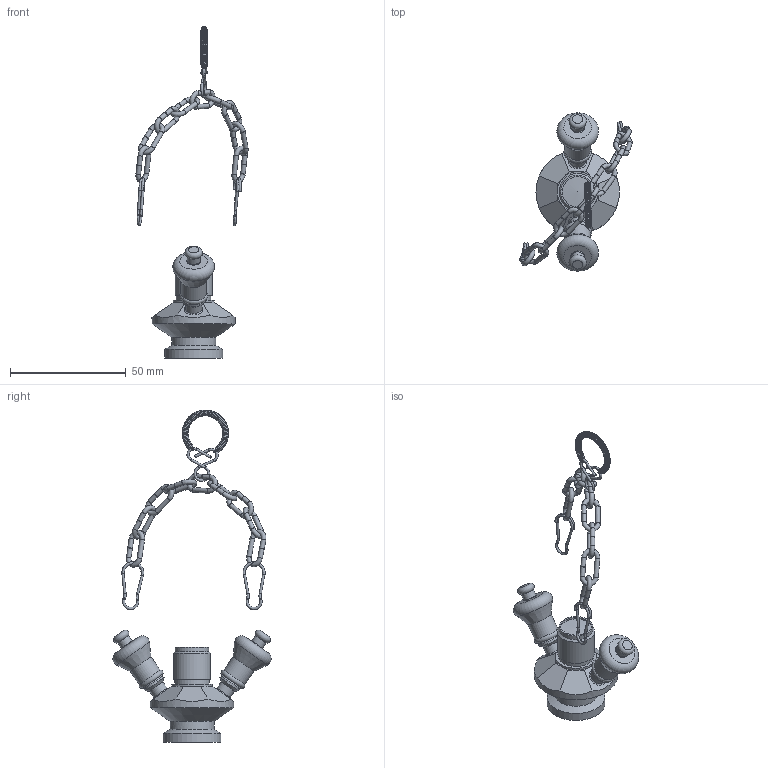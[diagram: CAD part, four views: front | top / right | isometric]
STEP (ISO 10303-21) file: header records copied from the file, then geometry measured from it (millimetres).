
FILE_DESCRIPTION((''),'2;1');
FILE_NAME('400021.stp','2008-08-04T14:52:12',('mbm'),(''),'Autodesk Inventor 2008','Autodesk Inventor 2008','');
FILE_SCHEMA(('AUTOMOTIVE_DESIGN { 1 0 10303 214 1 1 1 1 }'));
Length unit declared in the file: millimetre
Products named in the file (1): Part689
Bounding box: 48.44 x 68.33 x 143.32 mm (x, y, z)
Volume: 25349.5 mm3; surface area: 11608.7 mm2
Topology: 95 solids, 95 shells, 351 faces, 712 edges, 415 vertices
Faces by surface type: bspline 117, plane 95, cylinder 82, torus 38, cone 17, sphere 2
Full cylindrical faces by diameter (mm): 0.5 x2, 2 x27, 2.003 x9, 3.5 x2, 4 x2, 5 x3, 5.6 x2, 6.5 x2, 7 x2, 10 x2, 11 x2, 13.2 x1, 14.5 x1, 15 x1, 16 x1, 17.6 x1, 19 x1, 25 x1, 36 x1
Entity records: 25376 total; most frequent: CARTESIAN_POINT 18279, DIRECTION 1150, ORIENTED_EDGE 1132, EDGE_CURVE 566, AXIS2_PLACEMENT_3D 548, EDGE_LOOP 518, STYLED_ITEM 440, VERTEX_POINT 394
